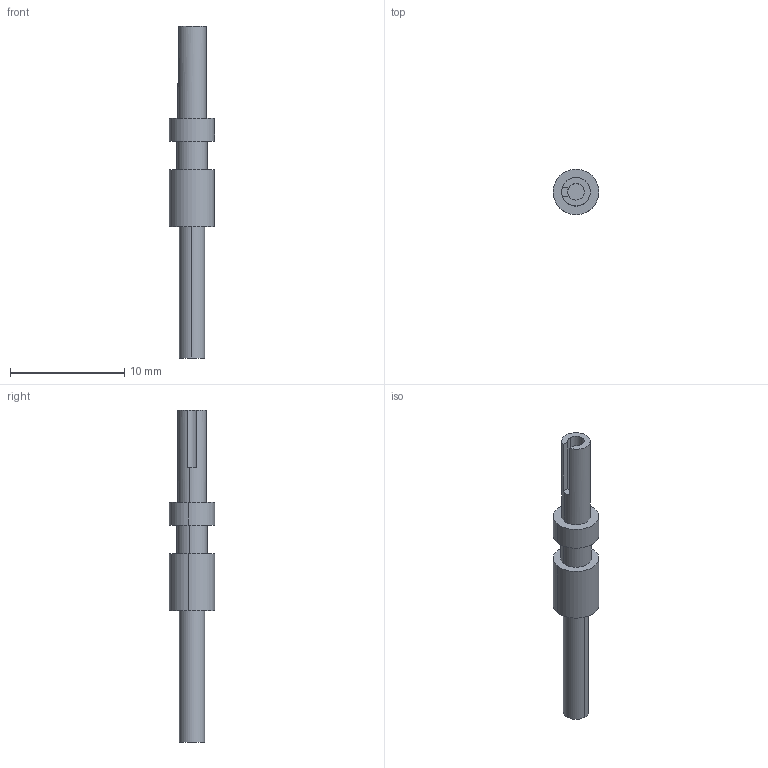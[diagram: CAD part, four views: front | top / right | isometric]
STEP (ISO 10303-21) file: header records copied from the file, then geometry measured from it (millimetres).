
FILE_DESCRIPTION(('Creo Elements/Direct Modeling STEP Export'),'2;1');
FILE_NAME('model.stp','2020-02-12T14:37:00',(''),(''),'Creo Elements/Direct Modeling STEP processor for AP214 (Solid Model)','Creo Elements/Direct Modeling 20.1A 29-Sep-2018 (C) Parametric Technology GmbH','');
FILE_SCHEMA(('AUTOMOTIVE_DESIGN { 1 0 10303 214 1 1 1 1 }'));
Length unit declared in the file: millimetre
Products named in the file (2): MPS_MT-select
Assembly tree (1 placements, depth 2):
  MPS_MT-select
    MPS_MT-select
Bounding box: 4 x 4 x 29.1 mm (x, y, z)
Volume: 170.5 mm3; surface area: 324.6 mm2
Topology: 1 solids, 1 shells, 22 faces, 48 edges, 32 vertices
Faces by surface type: cylinder 12, plane 10
Entity records: 771 total; most frequent: DIRECTION 96, ORIENTED_EDGE 96, CARTESIAN_POINT 90, EDGE_CURVE 48, AXIS2_PLACEMENT_3D 38, VERTEX_POINT 32, EDGE_LOOP 26, COLOUR_RGB 23
